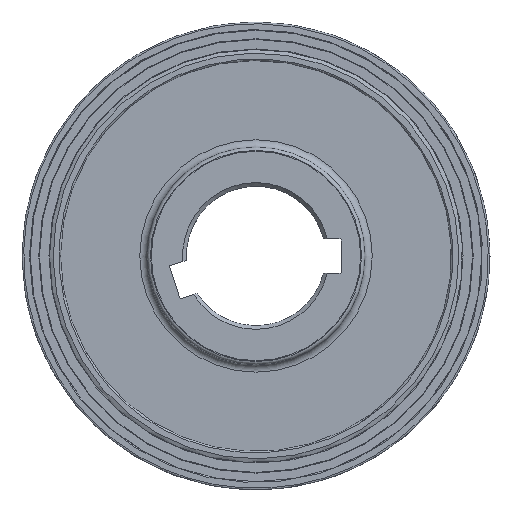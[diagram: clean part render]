
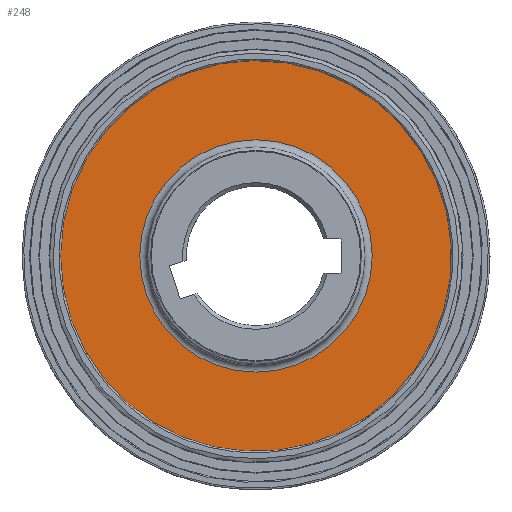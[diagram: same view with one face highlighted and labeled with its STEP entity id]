
A CAD part, top view. The second image highlights one B-rep face of the part: STEP entity #248.
In plain terms, the highlighted planar face has unit normal (0, 0, 1).
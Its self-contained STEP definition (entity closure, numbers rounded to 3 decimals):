
#101=PLANE('',#953);
#136=FACE_BOUND('',#348,.T.);
#137=FACE_BOUND('',#349,.T.);
#248=ADVANCED_FACE('',(#136,#137),#101,.T.);
#348=EDGE_LOOP('',(#533));
#349=EDGE_LOOP('',(#534));
#533=ORIENTED_EDGE('',*,*,#777,.T.);
#534=ORIENTED_EDGE('',*,*,#776,.F.);
#696=VERTEX_POINT('',#1407);
#697=VERTEX_POINT('',#1410);
#776=EDGE_CURVE('',#696,#696,#850,.T.);
#777=EDGE_CURVE('',#697,#697,#851,.T.);
#850=CIRCLE('',#950,59.34);
#851=CIRCLE('',#952,31.741);
#950=AXIS2_PLACEMENT_3D('',#1406,#1126,#1127);
#952=AXIS2_PLACEMENT_3D('',#1409,#1130,#1131);
#953=AXIS2_PLACEMENT_3D('',#1411,#1132,#1133);
#1126=DIRECTION('',(0.,0.,-1.));
#1127=DIRECTION('',(-1.,0.,0.));
#1130=DIRECTION('',(0.,0.,-1.));
#1131=DIRECTION('',(-1.,0.,0.));
#1132=DIRECTION('',(0.,0.,1.));
#1133=DIRECTION('',(1.,0.,0.));
#1406=CARTESIAN_POINT('',(0.,0.,-4.438));
#1407=CARTESIAN_POINT('',(-59.34,0.,-4.438));
#1409=CARTESIAN_POINT('',(0.,0.,-4.438));
#1410=CARTESIAN_POINT('',(-31.741,0.,-4.438));
#1411=CARTESIAN_POINT('',(59.34,0.,-4.438));
